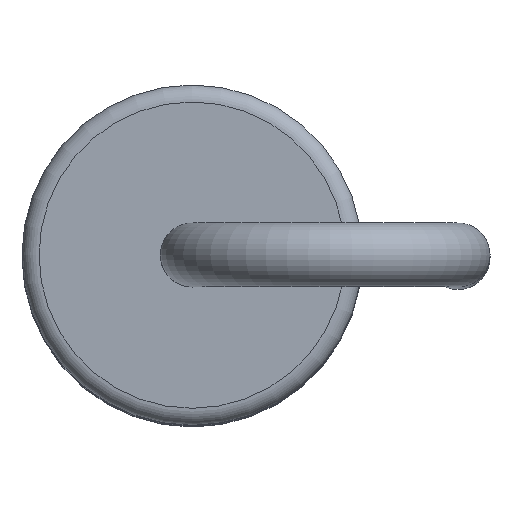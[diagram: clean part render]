
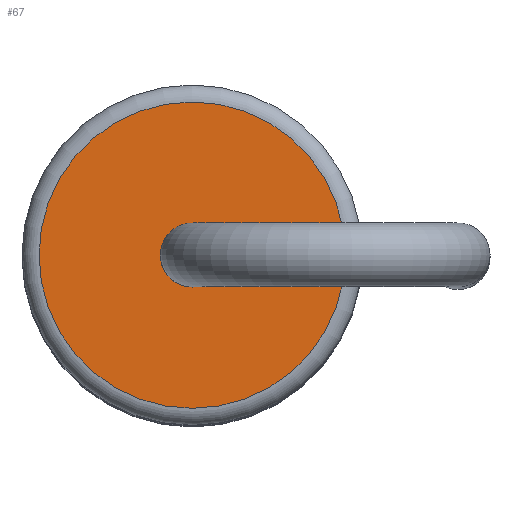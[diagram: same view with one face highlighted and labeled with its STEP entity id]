
A CAD part, top view. The second image highlights one B-rep face of the part: STEP entity #67.
In plain terms, the highlighted planar face has unit normal (0, 0, 1).
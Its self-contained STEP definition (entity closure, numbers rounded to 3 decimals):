
#67=ADVANCED_FACE('',(#220,#222),#224,.T.);
#220=FACE_BOUND('',#221,.T.);
#221=EDGE_LOOP('',(#362));
#222=FACE_BOUND('',#223,.T.);
#223=EDGE_LOOP('',(#363));
#224=PLANE('',#225);
#225=AXIS2_PLACEMENT_3D('',#226,#227,#228);
#226=CARTESIAN_POINT('',(0.,0.,10.));
#227=DIRECTION('',(-0.,-0.,1.));
#228=DIRECTION('',(0.,1.,0.));
#362=ORIENTED_EDGE('',*,*,#394,.T.);
#363=ORIENTED_EDGE('',*,*,#395,.F.);
#394=EDGE_CURVE('',#412,#412,#413,.T.);
#395=EDGE_CURVE('',#414,#414,#415,.T.);
#412=VERTEX_POINT('',#450);
#413=CIRCLE('',#451,1.44);
#414=VERTEX_POINT('',#455);
#415=CIRCLE('',#456,0.3);
#450=CARTESIAN_POINT('',(0.,1.44,10.));
#451=AXIS2_PLACEMENT_3D('',#452,#453,#454);
#452=CARTESIAN_POINT('',(0.,0.,10.));
#453=DIRECTION('',(-0.,-0.,1.));
#454=DIRECTION('',(0.,1.,0.));
#455=CARTESIAN_POINT('',(0.3,0.,10.));
#456=AXIS2_PLACEMENT_3D('',#457,#458,#459);
#457=CARTESIAN_POINT('',(0.,0.,10.));
#458=DIRECTION('',(-0.,-0.,1.));
#459=DIRECTION('',(1.,0.,0.));
